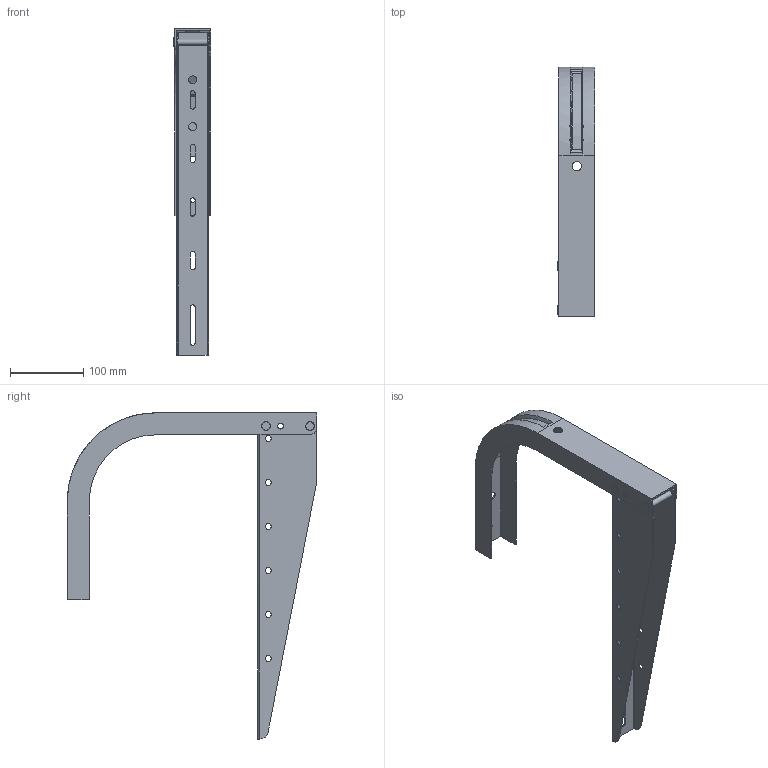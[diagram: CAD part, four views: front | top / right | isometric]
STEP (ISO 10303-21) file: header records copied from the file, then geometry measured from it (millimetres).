
FILE_DESCRIPTION (( 'STEP AP203' ), '1' );
FILE_NAME ('Êîíñîëü ïîòîëî÷íàÿ BBA-20_BBA2040.STEP', '2012-11-22T08:46:13', ( 'Àñååâ' ), ( '' ), 'SwSTEP 2.0', 'SolidWorks 2012', '' );
FILE_SCHEMA (( 'CONFIG_CONTROL_DESIGN' ));
Length unit declared in the file: millimetre
Products named in the file (1): Êîíñîëü ïîòîëî÷íàÿ BBA-20_BBA2040
Bounding box: 51 x 340 x 445 mm (x, y, z)
Volume: 209659 mm3; surface area: 243155.4 mm2
Topology: 1 solids, 1 shells, 128 faces, 343 edges, 223 vertices
Faces by surface type: cylinder 61, plane 54, torus 7, cone 4, bspline 2
Full cylindrical faces by diameter (mm): 5.2 x2, 8 x22, 11 x2, 12 x2, 12.5 x2
Entity records: 3998 total; most frequent: CARTESIAN_POINT 727, DIRECTION 659, ORIENTED_EDGE 596, EDGE_CURVE 298, AXIS2_PLACEMENT_3D 254, EDGE_LOOP 232, VERTEX_POINT 214, FACE_OUTER_BOUND 164
